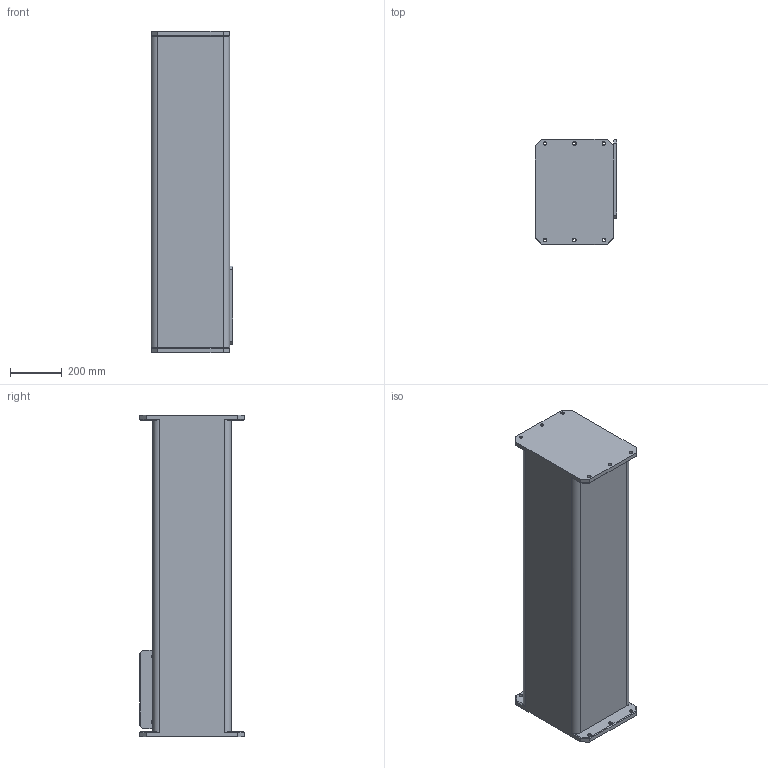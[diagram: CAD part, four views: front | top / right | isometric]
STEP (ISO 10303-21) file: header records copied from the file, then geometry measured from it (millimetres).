
FILE_DESCRIPTION (( 'STEP AP203' ), '1' );
FILE_NAME ('D1002727 Left Leg, Stand, Test, BSC-ISI+Quad + HAM-ISI, aLIGO.STEP', '2011-03-30T22:14:37', ( '' ), ( '' ), 'SwSTEP 2.0', 'SolidWorks 2010', '' );
FILE_SCHEMA (( 'CONFIG_CONTROL_DESIGN' ));
Length unit declared in the file: inch
Products named in the file (1): D1002727 Left Leg, Stand, Test, BSC-ISI+Quad + HAM-ISI, aLIGO
Bounding box: 317.5 x 406.4 x 1247.78 mm (x, y, z)
Volume: 23239442.5 mm3; surface area: 3465741.6 mm2
Topology: 2 solids, 2 shells, 143 faces, 355 edges, 220 vertices
Faces by surface type: plane 59, cylinder 48, cone 36
Entity records: 4478 total; most frequent: CARTESIAN_POINT 863, DIRECTION 759, ORIENTED_EDGE 710, EDGE_CURVE 355, AXIS2_PLACEMENT_3D 272, VERTEX_POINT 220, LINE 215, VECTOR 215
